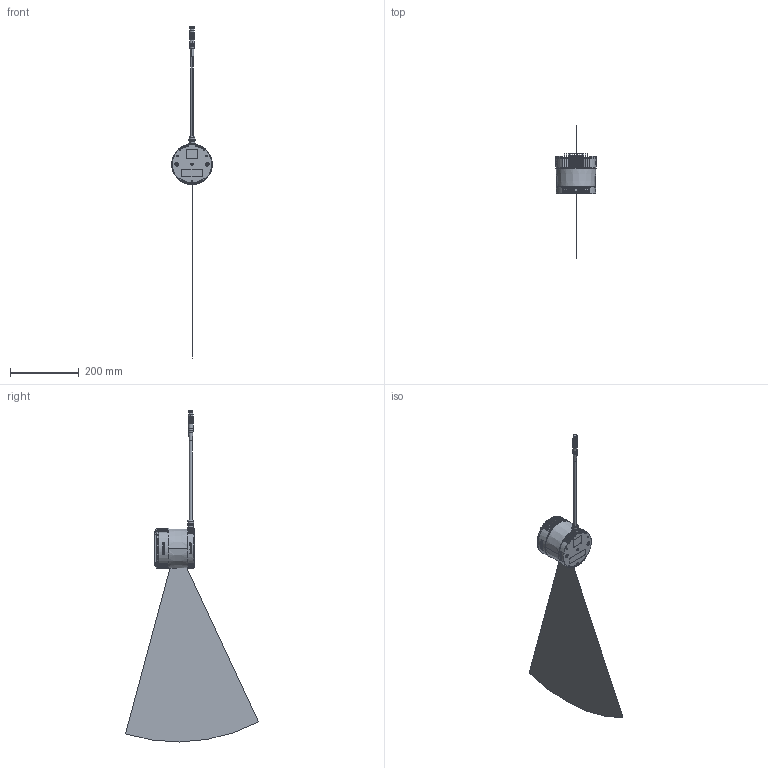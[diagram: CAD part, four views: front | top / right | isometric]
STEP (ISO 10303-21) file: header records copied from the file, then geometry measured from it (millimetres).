
FILE_DESCRIPTION (( 'STEP AP203' ), '1' );
FILE_NAME ('40P俋夤-湍盄-湍弝部.STEP', '2020-08-31T13:56:57', ( '' ), ( '' ), 'SwSTEP 2.0', 'SolidWorks 2015', '' );
FILE_SCHEMA (( 'CONFIG_CONTROL_DESIGN' ));
Length unit declared in the file: millimetre
Products named in the file (6): LEMO俋諉盄; 誘盄奪; 40P俋夤; FGG.2T.316.CLAC75Z; 盄擢; 40P俋夤-湍盄-湍弝部
Assembly tree (5 placements, depth 3):
  40P俋夤-湍盄-湍弝部
    40P俋夤
    LEMO俋諉盄
      FGG.2T.316.CLAC75Z
      誘盄奪
      盄擢
Bounding box: 118.1 x 387.4 x 967.78 mm (x, y, z)
Volume: 23418.7 mm3; surface area: 231741.1 mm2
Topology: 3 solids, 43 shells, 1572 faces, 4820 edges, 3284 vertices
Faces by surface type: cylinder 567, plane 533, cone 355, bspline 93, torus 24
Entity records: 73787 total; most frequent: CARTESIAN_POINT 32365, ORIENTED_EDGE 8652, DIRECTION 7968, EDGE_CURVE 4820, VERTEX_POINT 3284, AXIS2_PLACEMENT_3D 3121, VECTOR 1726, LINE 1726
